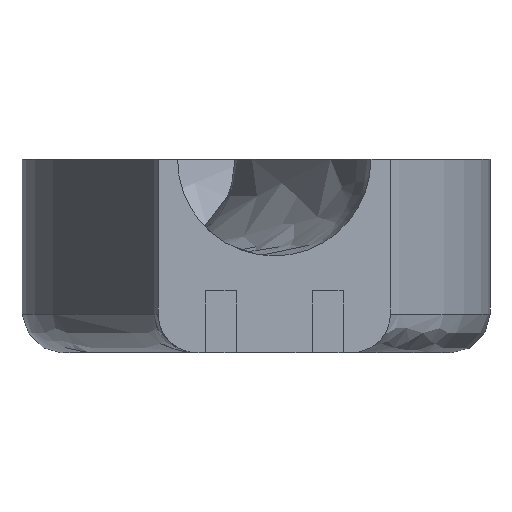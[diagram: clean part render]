
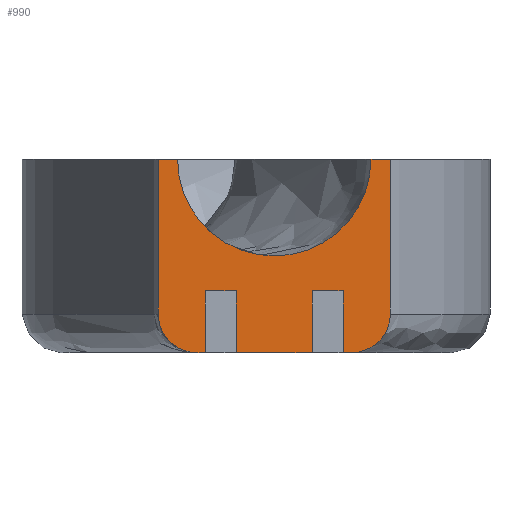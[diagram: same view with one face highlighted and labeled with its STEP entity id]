
A CAD part, front view. The second image highlights one B-rep face of the part: STEP entity #990.
In plain terms, the highlighted planar face has unit normal (0, -1, 0).
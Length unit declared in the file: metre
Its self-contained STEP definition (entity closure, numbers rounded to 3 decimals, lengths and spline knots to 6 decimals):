
#53=CIRCLE('',#1086,0.005);
#54=CIRCLE('',#1087,0.0125);
#55=CIRCLE('',#1088,0.005);
#77=ORIENTED_EDGE('',*,*,#369,.T.);
#78=ORIENTED_EDGE('',*,*,#370,.T.);
#79=ORIENTED_EDGE('',*,*,#371,.T.);
#80=ORIENTED_EDGE('',*,*,#372,.F.);
#81=ORIENTED_EDGE('',*,*,#373,.T.);
#82=ORIENTED_EDGE('',*,*,#374,.T.);
#83=ORIENTED_EDGE('',*,*,#375,.F.);
#84=ORIENTED_EDGE('',*,*,#376,.F.);
#85=ORIENTED_EDGE('',*,*,#377,.T.);
#86=ORIENTED_EDGE('',*,*,#378,.T.);
#87=ORIENTED_EDGE('',*,*,#379,.T.);
#88=ORIENTED_EDGE('',*,*,#380,.T.);
#89=ORIENTED_EDGE('',*,*,#381,.T.);
#90=ORIENTED_EDGE('',*,*,#382,.T.);
#91=ORIENTED_EDGE('',*,*,#383,.T.);
#92=ORIENTED_EDGE('',*,*,#384,.T.);
#369=EDGE_CURVE('',#515,#516,#611,.T.);
#370=EDGE_CURVE('',#516,#517,#612,.T.);
#371=EDGE_CURVE('',#517,#518,#613,.T.);
#372=EDGE_CURVE('',#519,#518,#614,.T.);
#373=EDGE_CURVE('',#519,#520,#615,.T.);
#374=EDGE_CURVE('',#520,#521,#616,.T.);
#375=EDGE_CURVE('',#522,#521,#617,.T.);
#376=EDGE_CURVE('',#523,#522,#618,.T.);
#377=EDGE_CURVE('',#523,#524,#619,.T.);
#378=EDGE_CURVE('',#524,#525,#53,.T.);
#379=EDGE_CURVE('',#525,#526,#620,.F.);
#380=EDGE_CURVE('',#526,#527,#621,.F.);
#381=EDGE_CURVE('',#527,#528,#54,.F.);
#382=EDGE_CURVE('',#528,#529,#622,.F.);
#383=EDGE_CURVE('',#529,#530,#623,.T.);
#384=EDGE_CURVE('',#530,#515,#55,.T.);
#515=VERTEX_POINT('',#1438);
#516=VERTEX_POINT('',#1439);
#517=VERTEX_POINT('',#1441);
#518=VERTEX_POINT('',#1443);
#519=VERTEX_POINT('',#1445);
#520=VERTEX_POINT('',#1447);
#521=VERTEX_POINT('',#1449);
#522=VERTEX_POINT('',#1451);
#523=VERTEX_POINT('',#1453);
#524=VERTEX_POINT('',#1455);
#525=VERTEX_POINT('',#1457);
#526=VERTEX_POINT('',#1459);
#527=VERTEX_POINT('',#1461);
#528=VERTEX_POINT('',#1463);
#529=VERTEX_POINT('',#1465);
#530=VERTEX_POINT('',#1467);
#611=LINE('',#1437,#725);
#612=LINE('',#1440,#726);
#613=LINE('',#1442,#727);
#614=LINE('',#1444,#728);
#615=LINE('',#1446,#729);
#616=LINE('',#1448,#730);
#617=LINE('',#1450,#731);
#618=LINE('',#1452,#732);
#619=LINE('',#1454,#733);
#620=LINE('',#1458,#734);
#621=LINE('',#1460,#735);
#622=LINE('',#1464,#736);
#623=LINE('',#1466,#737);
#725=VECTOR('',#1167,1.);
#726=VECTOR('',#1168,1.);
#727=VECTOR('',#1169,1.);
#728=VECTOR('',#1170,1.);
#729=VECTOR('',#1171,1.);
#730=VECTOR('',#1172,1.);
#731=VECTOR('',#1173,1.);
#732=VECTOR('',#1174,1.);
#733=VECTOR('',#1175,1.);
#734=VECTOR('',#1178,1.);
#735=VECTOR('',#1179,1.);
#736=VECTOR('',#1182,1.);
#737=VECTOR('',#1183,1.);
#839=EDGE_LOOP('',(#77,#78,#79,#80,#81,#82,#83,#84,#85,#86,#87,#88,#89,
#90,#91,#92));
#895=FACE_BOUND('',#839,.T.);
#951=PLANE('',#1085);
#990=ADVANCED_FACE('',(#895),#951,.T.);
#1085=AXIS2_PLACEMENT_3D('',#1436,#1165,#1166);
#1086=AXIS2_PLACEMENT_3D('',#1456,#1176,#1177);
#1087=AXIS2_PLACEMENT_3D('',#1462,#1180,#1181);
#1088=AXIS2_PLACEMENT_3D('',#1468,#1184,#1185);
#1165=DIRECTION('',(0.,-1.,0.));
#1166=DIRECTION('',(1.,0.,0.));
#1167=DIRECTION('',(1.,0.,0.));
#1168=DIRECTION('',(0.,0.,1.));
#1169=DIRECTION('',(1.,0.,0.));
#1170=DIRECTION('',(0.,0.,1.));
#1171=DIRECTION('',(1.,0.,0.));
#1172=DIRECTION('',(0.,0.,1.));
#1173=DIRECTION('',(-1.,0.,0.));
#1174=DIRECTION('',(0.,0.,1.));
#1175=DIRECTION('',(1.,0.,0.));
#1176=DIRECTION('',(0.,-1.,0.));
#1177=DIRECTION('',(0.,0.,-1.));
#1178=DIRECTION('',(0.,0.,-1.));
#1179=DIRECTION('',(1.,0.,0.));
#1180=DIRECTION('',(0.,-1.,0.));
#1181=DIRECTION('',(0.,0.,-1.));
#1182=DIRECTION('',(1.,0.,0.));
#1183=DIRECTION('',(0.,0.,-1.));
#1184=DIRECTION('',(0.,-1.,0.));
#1185=DIRECTION('',(0.,0.,-1.));
#1436=CARTESIAN_POINT('',(0.07,-0.275,0.04625));
#1437=CARTESIAN_POINT('',(0.07,-0.275,0.0275));
#1438=CARTESIAN_POINT('',(0.06,-0.275,0.0275));
#1439=CARTESIAN_POINT('',(0.0611,-0.275,0.0275));
#1440=CARTESIAN_POINT('',(0.0611,-0.275,0.0315));
#1441=CARTESIAN_POINT('',(0.0611,-0.275,0.0355));
#1442=CARTESIAN_POINT('',(0.0631,-0.275,0.0355));
#1443=CARTESIAN_POINT('',(0.0651,-0.275,0.0355));
#1444=CARTESIAN_POINT('',(0.0651,-0.275,0.0315));
#1445=CARTESIAN_POINT('',(0.0651,-0.275,0.0275));
#1446=CARTESIAN_POINT('',(0.07,-0.275,0.0275));
#1447=CARTESIAN_POINT('',(0.0749,-0.275,0.0275));
#1448=CARTESIAN_POINT('',(0.0749,-0.275,0.0315));
#1449=CARTESIAN_POINT('',(0.0749,-0.275,0.0355));
#1450=CARTESIAN_POINT('',(0.0769,-0.275,0.0355));
#1451=CARTESIAN_POINT('',(0.0789,-0.275,0.0355));
#1452=CARTESIAN_POINT('',(0.0789,-0.275,0.0315));
#1453=CARTESIAN_POINT('',(0.0789,-0.275,0.0275));
#1454=CARTESIAN_POINT('',(0.07,-0.275,0.0275));
#1455=CARTESIAN_POINT('',(0.08,-0.275,0.0275));
#1456=CARTESIAN_POINT('',(0.08,-0.275,0.0325));
#1457=CARTESIAN_POINT('',(0.085,-0.275,0.0325));
#1458=CARTESIAN_POINT('',(0.085,-0.275,0.04));
#1459=CARTESIAN_POINT('',(0.085,-0.275,0.0525));
#1460=CARTESIAN_POINT('',(0.08375,-0.275,0.0525));
#1461=CARTESIAN_POINT('',(0.0825,-0.275,0.0525));
#1462=CARTESIAN_POINT('',(0.07,-0.275,0.0525));
#1463=CARTESIAN_POINT('',(0.0575,-0.275,0.0525));
#1464=CARTESIAN_POINT('',(0.05625,-0.275,0.0525));
#1465=CARTESIAN_POINT('',(0.055,-0.275,0.0525));
#1466=CARTESIAN_POINT('',(0.055,-0.275,0.04));
#1467=CARTESIAN_POINT('',(0.055,-0.275,0.0325));
#1468=CARTESIAN_POINT('',(0.06,-0.275,0.0325));
